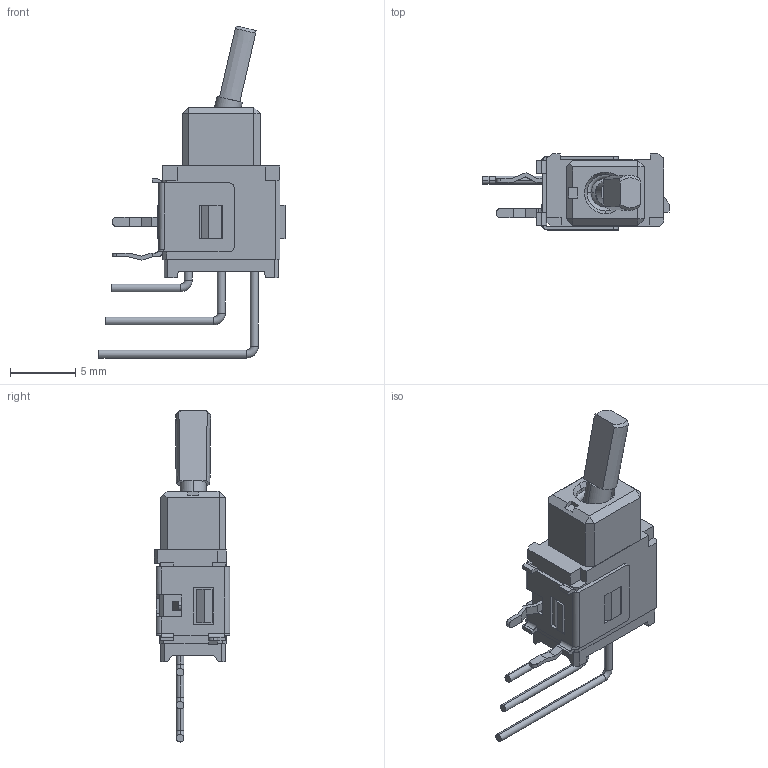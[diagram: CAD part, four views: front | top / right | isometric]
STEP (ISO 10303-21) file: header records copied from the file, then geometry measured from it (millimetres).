
FILE_DESCRIPTION(('STEP AP214'),'1');
FILE_NAME('a-12hv.stp','2020-09-11T10:20:12',('TraceParts'),('TraceParts S.A.'),'Spatial InterOp 3D',' ',' ');
FILE_SCHEMA(('AUTOMOTIVE_DESIGN { 1 0 10303 214 1 1 1 1 }'));
Length unit declared in the file: millimetre
Products named in the file (1): a-12hv
Bounding box: 14.3 x 5.84 x 25.52 mm (x, y, z)
Volume: 556.5 mm3; surface area: 608.1 mm2
Topology: 1 solids, 1 shells, 235 faces, 646 edges, 417 vertices
Faces by surface type: plane 181, cylinder 32, torus 14, cone 6, sphere 2
Entity records: 7578 total; most frequent: CARTESIAN_POINT 1520, ORIENTED_EDGE 1292, DIRECTION 1215, EDGE_CURVE 646, LINE 503, VECTOR 503, VERTEX_POINT 417, AXIS2_PLACEMENT_3D 356
